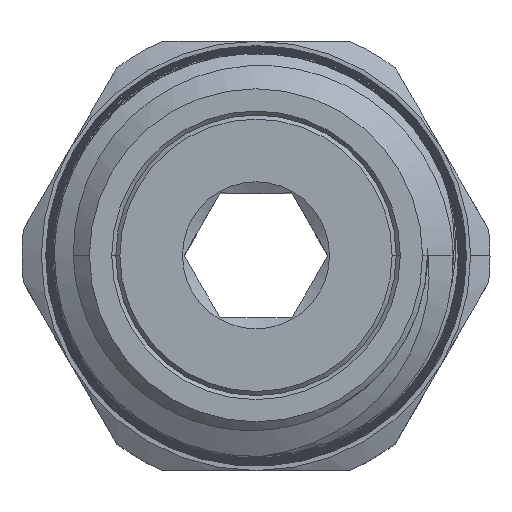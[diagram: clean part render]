
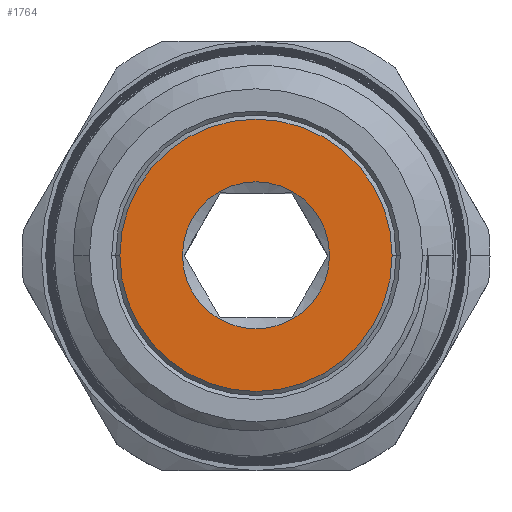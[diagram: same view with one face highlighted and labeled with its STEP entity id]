
A CAD part, top view. The second image highlights one B-rep face of the part: STEP entity #1764.
In plain terms, the highlighted planar face has unit normal (0, 0, 1).
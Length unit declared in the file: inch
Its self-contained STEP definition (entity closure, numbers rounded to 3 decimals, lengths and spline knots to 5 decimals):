
#163 = DIRECTION ( 'NONE',  ( 0., 0., 1. ) ) ;
#252 = EDGE_LOOP ( 'NONE', ( #6201, #10514 ) ) ;
#1051 = DIRECTION ( 'NONE',  ( 0., 0., 1. ) ) ;
#1103 = FACE_OUTER_BOUND ( 'NONE', #3095, .T. ) ;
#1150 = DIRECTION ( 'NONE',  ( 0., 0., 1. ) ) ;
#1618 = VERTEX_POINT ( 'NONE', #13719 ) ;
#1764 = ADVANCED_FACE ( 'NONE', ( #14819, #1103 ), #15334, .T. ) ;
#2343 = AXIS2_PLACEMENT_3D ( 'NONE', #7695, #1150, #12757 ) ;
#2406 = VERTEX_POINT ( 'NONE', #14709 ) ;
#2486 = ORIENTED_EDGE ( 'NONE', *, *, #10069, .T. ) ;
#3095 = EDGE_LOOP ( 'NONE', ( #2486, #7966 ) ) ;
#3201 = AXIS2_PLACEMENT_3D ( 'NONE', #8491, #1051, #12444 ) ;
#3398 = AXIS2_PLACEMENT_3D ( 'NONE', #14616, #6917, #10708 ) ;
#3450 = CIRCLE ( 'NONE', #3201, 0.17479 ) ;
#5937 = AXIS2_PLACEMENT_3D ( 'NONE', #11337, #8767, #13841 ) ;
#6201 = ORIENTED_EDGE ( 'NONE', *, *, #7164, .F. ) ;
#6320 = CARTESIAN_POINT ( 'NONE',  ( 0.0944, 0., 0. ) ) ;
#6424 = DIRECTION ( 'NONE',  ( 1., 0., 0. ) ) ;
#6917 = DIRECTION ( 'NONE',  ( 0., 0., 1. ) ) ;
#7164 = EDGE_CURVE ( 'NONE', #8173, #1618, #15407, .T. ) ;
#7300 = EDGE_CURVE ( 'NONE', #1618, #8173, #13190, .T. ) ;
#7439 = VERTEX_POINT ( 'NONE', #15782 ) ;
#7695 = CARTESIAN_POINT ( 'NONE',  ( 0.25683, 0., 0. ) ) ;
#7966 = ORIENTED_EDGE ( 'NONE', *, *, #10385, .T. ) ;
#8173 = VERTEX_POINT ( 'NONE', #6320 ) ;
#8491 = CARTESIAN_POINT ( 'NONE',  ( 0., 0., 0. ) ) ;
#8626 = AXIS2_PLACEMENT_3D ( 'NONE', #10162, #163, #6424 ) ;
#8767 = DIRECTION ( 'NONE',  ( 0., 0., 1. ) ) ;
#9796 = CIRCLE ( 'NONE', #8626, 0.17479 ) ;
#10069 = EDGE_CURVE ( 'NONE', #2406, #7439, #3450, .T. ) ;
#10162 = CARTESIAN_POINT ( 'NONE',  ( 0., 0., 0. ) ) ;
#10385 = EDGE_CURVE ( 'NONE', #7439, #2406, #9796, .T. ) ;
#10514 = ORIENTED_EDGE ( 'NONE', *, *, #7300, .F. ) ;
#10708 = DIRECTION ( 'NONE',  ( 1., 0., 0. ) ) ;
#11337 = CARTESIAN_POINT ( 'NONE',  ( 0., 0., 0. ) ) ;
#12444 = DIRECTION ( 'NONE',  ( 1., 0., 0. ) ) ;
#12757 = DIRECTION ( 'NONE',  ( 1., 0., 0. ) ) ;
#13190 = CIRCLE ( 'NONE', #3398, 0.0944 ) ;
#13719 = CARTESIAN_POINT ( 'NONE',  ( -0.0944, 0., 0. ) ) ;
#13841 = DIRECTION ( 'NONE',  ( 1., 0., 0. ) ) ;
#14616 = CARTESIAN_POINT ( 'NONE',  ( 0., 0., 0. ) ) ;
#14709 = CARTESIAN_POINT ( 'NONE',  ( -0.17479, 0., 0. ) ) ;
#14819 = FACE_BOUND ( 'NONE', #252, .T. ) ;
#15334 = PLANE ( 'NONE',  #2343 ) ;
#15407 = CIRCLE ( 'NONE', #5937, 0.0944 ) ;
#15782 = CARTESIAN_POINT ( 'NONE',  ( 0.17479, 0., 0. ) ) ;
